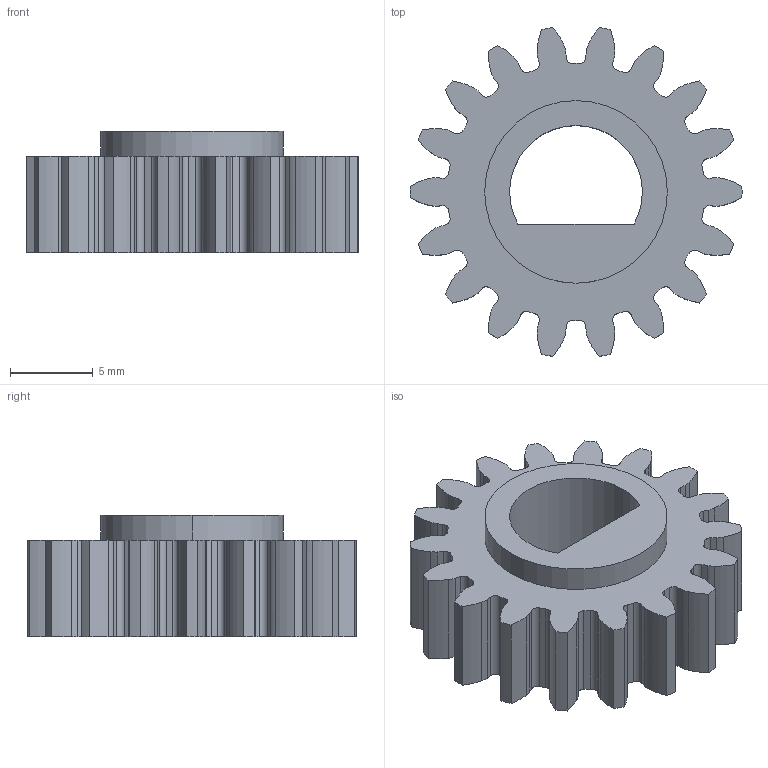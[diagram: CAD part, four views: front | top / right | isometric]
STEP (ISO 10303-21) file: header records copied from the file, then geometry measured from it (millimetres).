
FILE_DESCRIPTION(('STEP AP214'),'1');
FILE_NAME('Pignon_Z18_m1.stp','2016-09-29T17:51:19',(' '),(' '),'Spatial InterOp 3D',' ',' ');
FILE_SCHEMA(('automotive_design'));
Length unit declared in the file: metre
Products named in the file (1): 1
Bounding box: 20 x 19.81 x 7.3 mm (x, y, z)
Volume: 1291.3 mm3; surface area: 1296.8 mm2
Topology: 1 solids, 1 shells, 189 faces, 558 edges, 372 vertices
Faces by surface type: cylinder 77, extrusion 72, plane 40
Entity records: 8227 total; most frequent: CARTESIAN_POINT 1768, ORIENTED_EDGE 1116, DIRECTION 876, EDGE_CURVE 558, VERTEX_POINT 372, VECTOR 332, AXIS2_PLACEMENT_3D 272, LINE 260
